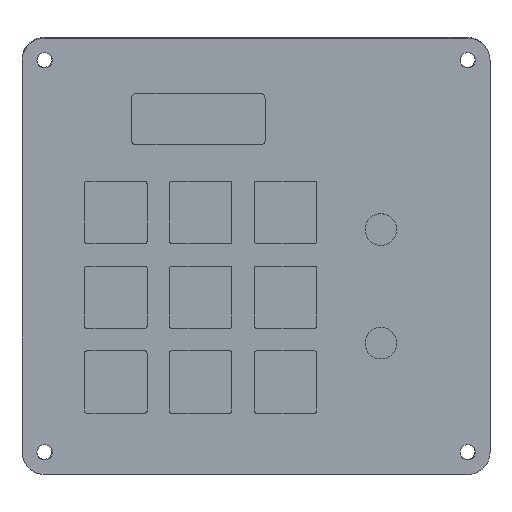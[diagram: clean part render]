
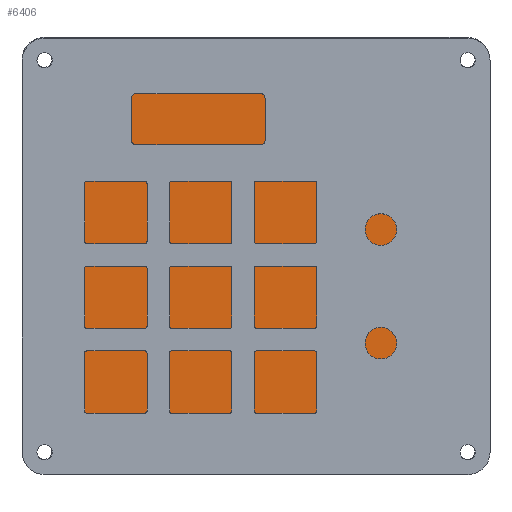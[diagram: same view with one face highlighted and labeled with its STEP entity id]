
A CAD part, top view. The second image highlights one B-rep face of the part: STEP entity #6406.
In plain terms, the highlighted planar face has unit normal (0, 0, 1).
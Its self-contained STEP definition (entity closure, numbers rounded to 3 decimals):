
#548=PLANE('',#6809);
#693=FACE_OUTER_BOUND('',#1050,.T.);
#1050=EDGE_LOOP('',(#4420,#4421,#4422,#4423));
#1478=LINE('',#8443,#2044);
#1480=LINE('',#8448,#2046);
#1481=LINE('',#8449,#2047);
#1482=LINE('',#8450,#2048);
#2044=VECTOR('',#7201,10.);
#2046=VECTOR('',#7205,10.);
#2047=VECTOR('',#7206,10.);
#2048=VECTOR('',#7207,10.);
#2734=VERTEX_POINT('',#8440);
#2735=VERTEX_POINT('',#8442);
#2736=VERTEX_POINT('',#8446);
#2737=VERTEX_POINT('',#8447);
#3406=EDGE_CURVE('',#2734,#2735,#1478,.T.);
#3408=EDGE_CURVE('',#2736,#2737,#1480,.T.);
#3409=EDGE_CURVE('',#2735,#2736,#1481,.T.);
#3410=EDGE_CURVE('',#2737,#2734,#1482,.T.);
#4420=ORIENTED_EDGE('',*,*,#3408,.F.);
#4421=ORIENTED_EDGE('',*,*,#3409,.F.);
#4422=ORIENTED_EDGE('',*,*,#3406,.F.);
#4423=ORIENTED_EDGE('',*,*,#3410,.F.);
#6406=ADVANCED_FACE('',(#693),#548,.T.);
#6809=AXIS2_PLACEMENT_3D('',#8445,#7203,#7204);
#7201=DIRECTION('',(1.,0.,0.));
#7203=DIRECTION('center_axis',(0.,0.,1.));
#7204=DIRECTION('ref_axis',(1.,0.,0.));
#7205=DIRECTION('',(-1.,0.,0.));
#7206=DIRECTION('',(0.,-1.,0.));
#7207=DIRECTION('',(0.,1.,0.));
#8440=CARTESIAN_POINT('',(-90.,30.,3.));
#8442=CARTESIAN_POINT('',(-5.,30.,3.));
#8443=CARTESIAN_POINT('',(-68.75,30.,3.));
#8445=CARTESIAN_POINT('Origin',(-47.5,-9.,3.));
#8446=CARTESIAN_POINT('',(-5.,-48.,3.));
#8447=CARTESIAN_POINT('',(-90.,-48.,3.));
#8448=CARTESIAN_POINT('',(-26.25,-48.,3.));
#8449=CARTESIAN_POINT('',(-5.,10.5,3.));
#8450=CARTESIAN_POINT('',(-90.,-28.5,3.));
